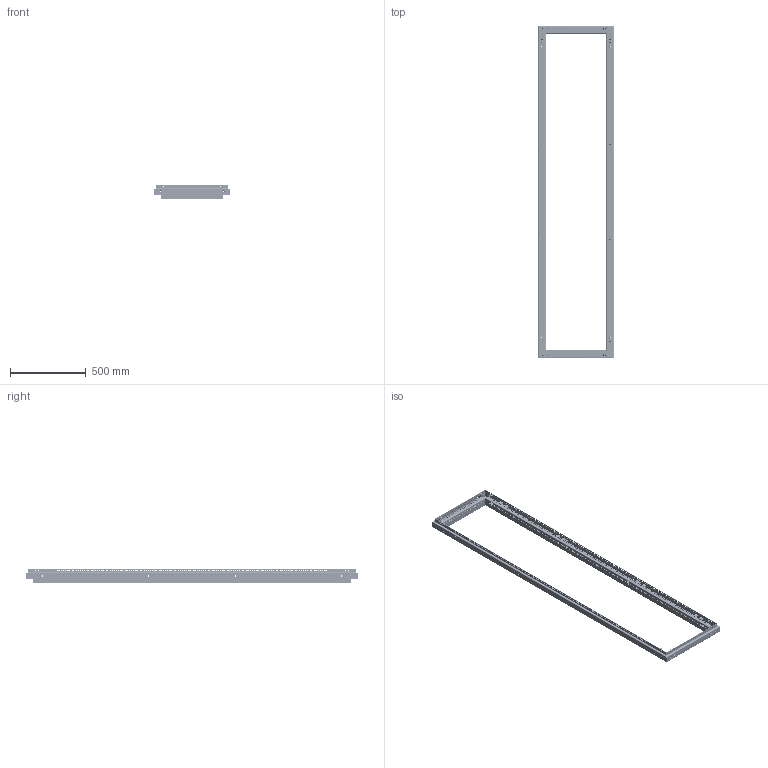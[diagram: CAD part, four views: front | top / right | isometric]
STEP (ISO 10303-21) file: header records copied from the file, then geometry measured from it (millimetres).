
FILE_DESCRIPTION (( 'STEP AP214' ), '1' );
FILE_NAME ('Ñâàðíàÿ ðàìà W500H2200.STEP', '2024-08-14T07:40:02', ( '' ), ( '' ), 'SwSTEP 2.0', 'SolidWorks 2021', '' );
FILE_SCHEMA (( 'AUTOMOTIVE_DESIGN' ));
Length unit declared in the file: millimetre
Products named in the file (11): Çàêëåïêà ðåçüáîâàÿ Ì6 øåñòèãðàííàÿ ñ óìåíüøåííûì áîðòîì; Ãîðèçîíòàëüíûé ïðîôèëü2 W500; Ãîðèçîíòàëüíûé ïðîôèëü1 W500; Áîáûøêà; 600.000; Ãîðèçîíòàëüíûé ïðîôèëü W500; Áîêîâîé ïðîôèëü2 H2200; Çàêëåïêà ðåçüáîâàÿ Ì8 øåñòèãðàííàÿ ñ óìåíüøåííûì áîðòîì; Áîêîâîé ïðîôèëü H2200; Ñâàðíàÿ ðàìà W500H2200; Áîêîâîé ïðîôèëü1 H2200
Assembly tree (46 placements, depth 3):
  Ñâàðíàÿ ðàìà W500H2200
    Ãîðèçîíòàëüíûé ïðîôèëü W500  x2
      Ãîðèçîíòàëüíûé ïðîôèëü1 W500
      Ãîðèçîíòàëüíûé ïðîôèëü2 W500
      600.000
      Áîáûøêà
    Áîêîâîé ïðîôèëü H2200  x2
      Áîêîâîé ïðîôèëü1 H2200
      Áîêîâîé ïðîôèëü2 H2200
    Çàêëåïêà ðåçüáîâàÿ Ì8 øåñòèãðàííàÿ ñ óìåíüøåííûì áîðòîì  x8
    Çàêëåïêà ðåçüáîâàÿ Ì6 øåñòèãðàííàÿ ñ óìåíüøåííûì áîðòîì  x26
Bounding box: 501.2 x 2196 x 89.35 mm (x, y, z)
Volume: 2308586.7 mm3; surface area: 2402744.6 mm2
Topology: 50 solids, 50 shells, 5806 faces, 16496 edges, 10812 vertices
Faces by surface type: plane 3402, cylinder 2054, cone 212, bspline 138
Entity records: 78724 total; most frequent: CARTESIAN_POINT 18247, ORIENTED_EDGE 12546, DIRECTION 11693, EDGE_CURVE 6273, LINE 4857, VECTOR 4857, VERTEX_POINT 4138, AXIS2_PLACEMENT_3D 3418
